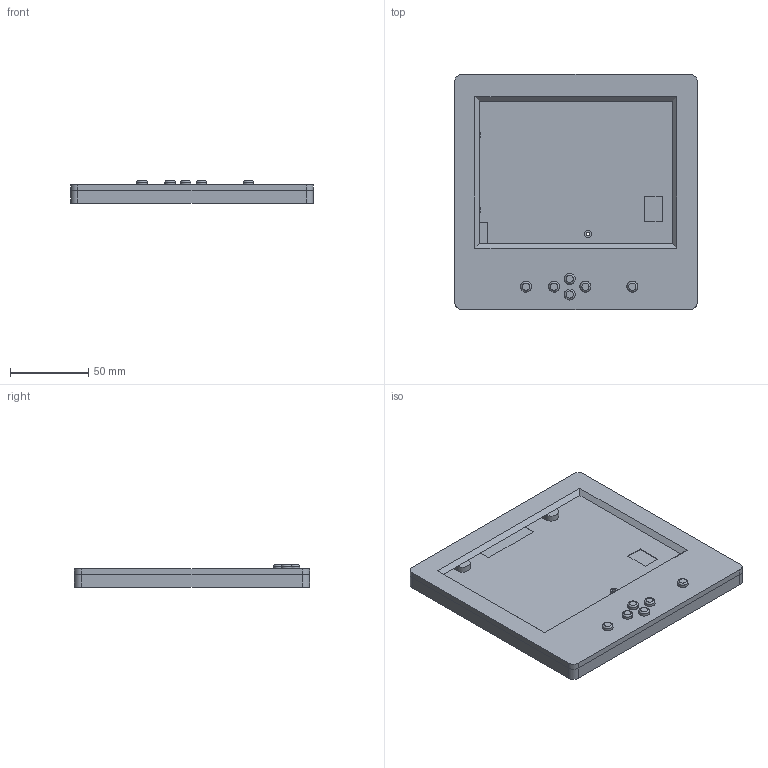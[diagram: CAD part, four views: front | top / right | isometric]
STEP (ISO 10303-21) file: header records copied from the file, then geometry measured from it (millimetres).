
FILE_DESCRIPTION(/* description */ ('STEP AP214'),/* implementation_level */ '2;1');
FILE_NAME(/* name */ '6021a1fcd17c7013f3073a73',/* time_stamp */ '2021-02-08T20:41:34+00:00',/* author */ (''),/* organization */ (''),/* preprocessor_version */ 'ST-DEVELOPER v18.1',/* originating_system */ ' ',/* authorisation */ ' ');
FILE_SCHEMA (('AUTOMOTIVE_DESIGN {1 0 10303 214 3 1 1}'));
Length unit declared in the file: metre
Products named in the file (12): Inkplate_6_Case_v1_5 v8; Inkplate_6_Case_Enlarged_Bottom; Button; Inkplate_6_Case_Enlarged_Top; Assembly 1 <1>; U1_1_601E0A63_5; U1_1_601E0A63; Pcb_dfda; U1_1_601E0A63_3; U1_1_601E0A63_4; U1_1_601E0A63_2; U1_1_601E0A63_1
Assembly tree (16 placements, depth 3):
  Inkplate_6_Case_v1_5 v8
    Inkplate_6_Case_Enlarged_Bottom
    Button  x6
    Inkplate_6_Case_Enlarged_Top
    Assembly 1 <1>
      U1_1_601E0A63_5
      U1_1_601E0A63
      Pcb_dfda
      U1_1_601E0A63_3
      U1_1_601E0A63_4
      U1_1_601E0A63_2
      U1_1_601E0A63_1
Bounding box: 155.2 x 150.2 x 14.3 mm (x, y, z)
Volume: 83646.2 mm3; surface area: 95076.2 mm2
Topology: 15 solids, 15 shells, 1536 faces, 4076 edges, 2664 vertices
Faces by surface type: plane 1113, cylinder 363, cone 36, torus 24
Full cylindrical faces by diameter (mm): 0.35 x6, 1 x13, 2 x32, 2.15 x6, 2.2 x6, 2.4 x1, 3 x6, 3.5 x6, 4.75 x6, 4.8 x1, 6.2 x6, 6.6 x6, 7 x6, 9 x6
Entity records: 46207 total; most frequent: CARTESIAN_POINT 8007, ORIENTED_EDGE 7720, DIRECTION 7713, EDGE_CURVE 3860, LINE 3041, VECTOR 3041, VERTEX_POINT 2603, AXIS2_PLACEMENT_3D 2336
